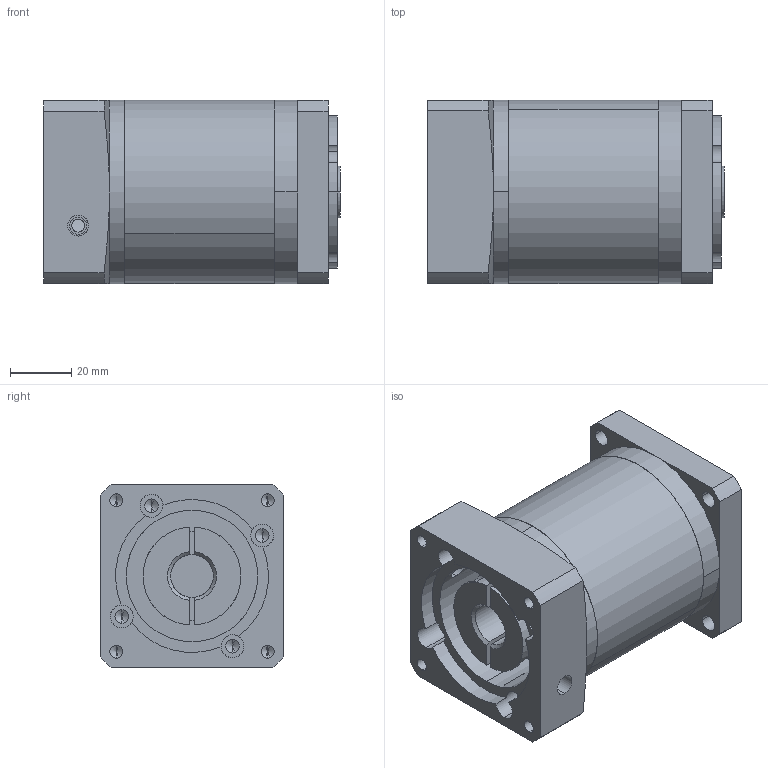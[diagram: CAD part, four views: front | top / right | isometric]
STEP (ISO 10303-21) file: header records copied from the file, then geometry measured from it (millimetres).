
FILE_DESCRIPTION (( 'STEP AP214' ), '1' );
FILE_NAME ('LRK60-L2 M5.STEP', '2022-07-11T08:21:10', ( '微软用户' ), ( '微软中国' ), 'SwSTEP 2.0', 'SolidWorks 2018', '' );
FILE_SCHEMA (( 'AUTOMOTIVE_DESIGN' ));
Length unit declared in the file: millimetre
Products named in the file (4): LRK60-L2 M5; LRF60齿圈_L2; LRK60怀堤傷; LRF60输入端-M5
Assembly tree (3 placements, depth 2):
  LRK60-L2 M5
    LRF60输入端-M5
    LRF60齿圈_L2
    LRK60怀堤傷
Bounding box: 97 x 60 x 60 mm (x, y, z)
Volume: 217174.4 mm3; surface area: 56542.4 mm2
Topology: 3 solids, 3 shells, 196 faces, 503 edges, 318 vertices
Faces by surface type: cylinder 105, plane 69, cone 22
Entity records: 6591 total; most frequent: CARTESIAN_POINT 1403, DIRECTION 1109, ORIENTED_EDGE 974, EDGE_CURVE 487, AXIS2_PLACEMENT_3D 444, VERTEX_POINT 318, CIRCLE 242, EDGE_LOOP 239
